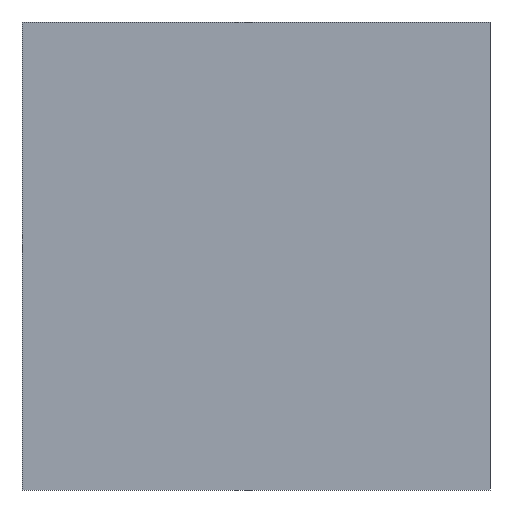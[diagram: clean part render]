
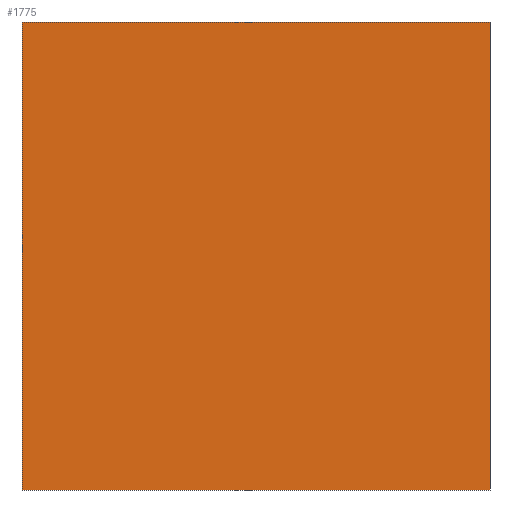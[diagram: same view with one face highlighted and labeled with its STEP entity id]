
A CAD part, left-side view. The second image highlights one B-rep face of the part: STEP entity #1775.
In plain terms, the highlighted planar face has unit normal (-1, 0, 0).
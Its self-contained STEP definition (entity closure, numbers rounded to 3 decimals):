
#59=PLANE('',#1830);
#154=FACE_OUTER_BOUND('',#255,.T.);
#255=EDGE_LOOP('',(#1617,#1618,#1619,#1620));
#402=LINE('',#3499,#555);
#404=LINE('',#3506,#557);
#409=LINE('',#3515,#562);
#410=LINE('',#3516,#563);
#555=VECTOR('',#2047,10.);
#557=VECTOR('',#2053,10.);
#562=VECTOR('',#2064,10.);
#563=VECTOR('',#2065,10.);
#838=VERTEX_POINT('',#3492);
#841=VERTEX_POINT('',#3497);
#843=VERTEX_POINT('',#3503);
#844=VERTEX_POINT('',#3505);
#1098=EDGE_CURVE('',#838,#841,#402,.T.);
#1100=EDGE_CURVE('',#843,#844,#404,.T.);
#1105=EDGE_CURVE('',#843,#838,#409,.T.);
#1106=EDGE_CURVE('',#844,#841,#410,.T.);
#1617=ORIENTED_EDGE('',*,*,#1105,.T.);
#1618=ORIENTED_EDGE('',*,*,#1098,.T.);
#1619=ORIENTED_EDGE('',*,*,#1106,.F.);
#1620=ORIENTED_EDGE('',*,*,#1100,.F.);
#1775=ADVANCED_FACE('',(#154),#59,.T.);
#1830=AXIS2_PLACEMENT_3D('',#3514,#2062,#2063);
#2047=DIRECTION('',(0.,0.,1.));
#2053=DIRECTION('',(0.,0.,1.));
#2062=DIRECTION('center_axis',(-1.,0.,0.));
#2063=DIRECTION('ref_axis',(0.,-1.,0.));
#2064=DIRECTION('',(0.,-1.,0.));
#2065=DIRECTION('',(0.,-1.,0.));
#3492=CARTESIAN_POINT('',(0.,0.,0.));
#3497=CARTESIAN_POINT('',(0.,0.,50.));
#3499=CARTESIAN_POINT('',(0.,0.,0.));
#3503=CARTESIAN_POINT('',(0.,50.,0.));
#3505=CARTESIAN_POINT('',(0.,50.,50.));
#3506=CARTESIAN_POINT('',(0.,50.,0.));
#3514=CARTESIAN_POINT('Origin',(0.,50.,0.));
#3515=CARTESIAN_POINT('',(0.,50.,0.));
#3516=CARTESIAN_POINT('',(0.,50.,50.));
